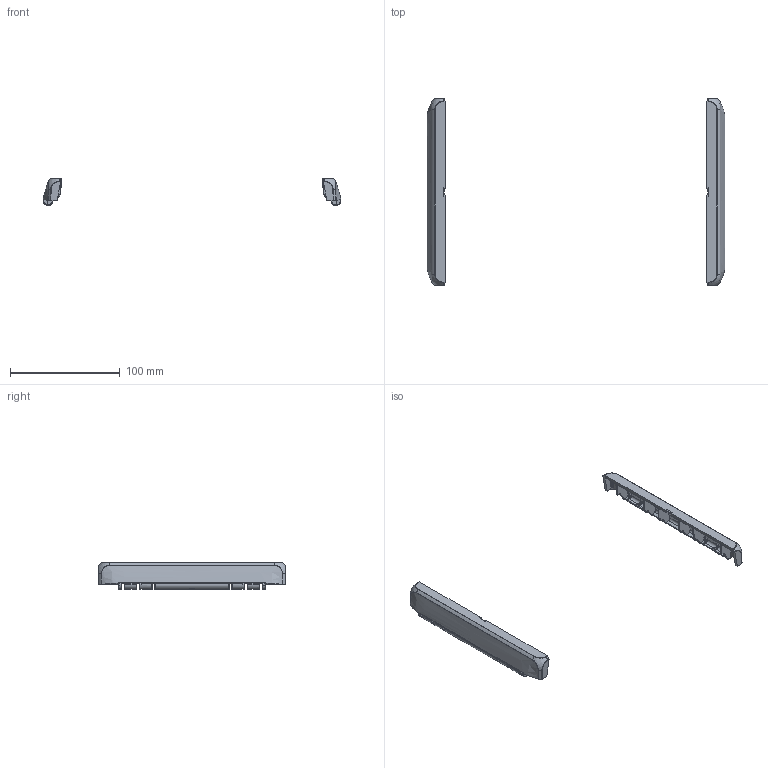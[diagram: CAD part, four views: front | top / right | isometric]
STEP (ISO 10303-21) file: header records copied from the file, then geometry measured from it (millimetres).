
FILE_DESCRIPTION((''),'2;1');
FILE_NAME('a96310300_B SC 17 PC-V0 3000.stp','2012-09-17T16:15:31',('haertel'),(''),'Autodesk Inventor 2013','Autodesk Inventor 2013','');
FILE_SCHEMA(('AUTOMOTIVE_DESIGN { 1 0 10303 214 1 1 1 1 }'));
Length unit declared in the file: millimetre
Products named in the file (2): B-SC 17_3Dsym; 1010350_3Dsym
Assembly tree (2 placements, depth 2):
  B-SC 17_3Dsym
    1010350_3Dsym  x2
Bounding box: 271 x 170 x 24.5 mm (x, y, z)
Volume: 32426 mm3; surface area: 30509.6 mm2
Topology: 2 solids, 2 shells, 840 faces, 2256 edges, 1422 vertices
Faces by surface type: bspline 304, cylinder 274, plane 246, sphere 16
Entity records: 35713 total; most frequent: CARTESIAN_POINT 25897, ORIENTED_EDGE 2256, DIRECTION 1765, EDGE_CURVE 1128, VERTEX_POINT 711, AXIS2_PLACEMENT_3D 667, VECTOR 431, LINE 431
